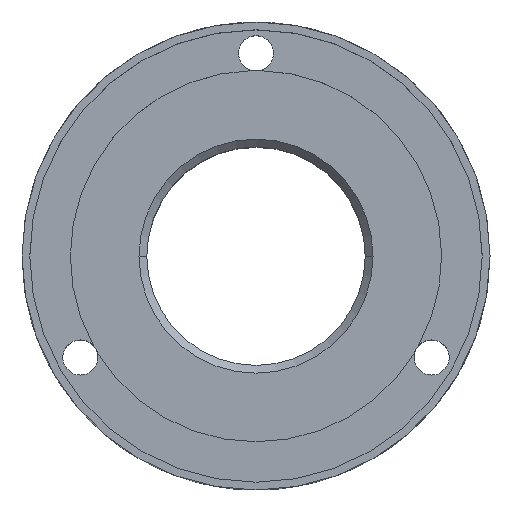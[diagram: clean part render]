
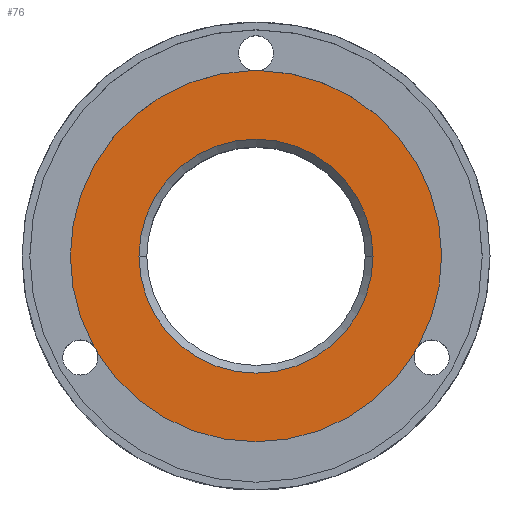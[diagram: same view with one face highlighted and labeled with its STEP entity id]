
A CAD part, top view. The second image highlights one B-rep face of the part: STEP entity #76.
In plain terms, the highlighted planar face has unit normal (0, 0, 1).
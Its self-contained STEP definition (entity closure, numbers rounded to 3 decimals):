
#3 = DIRECTION ( 'NONE',  ( 0., 0., -1. ) ) ;
#13 = CARTESIAN_POINT ( 'NONE',  ( 0., 0., 34. ) ) ;
#64 = VERTEX_POINT ( 'NONE', #1770 ) ;
#76 = ADVANCED_FACE ( 'NONE', ( #1855, #947 ), #1269, .T. ) ;
#79 = EDGE_CURVE ( 'NONE', #1727, #655, #1739, .T. ) ;
#89 = ORIENTED_EDGE ( 'NONE', *, *, #375, .F. ) ;
#91 = EDGE_CURVE ( 'NONE', #1800, #918, #1829, .T. ) ;
#97 = CARTESIAN_POINT ( 'NONE',  ( -22.517, -13., 34. ) ) ;
#124 = DIRECTION ( 'NONE',  ( 1., 0., 0. ) ) ;
#145 = AXIS2_PLACEMENT_3D ( 'NONE', #13, #3, #1668 ) ;
#194 = ORIENTED_EDGE ( 'NONE', *, *, #554, .F. ) ;
#244 = ORIENTED_EDGE ( 'NONE', *, *, #79, .T. ) ;
#265 = DIRECTION ( 'NONE',  ( 0., 0., 1. ) ) ;
#280 = CARTESIAN_POINT ( 'NONE',  ( 0., 0., 34. ) ) ;
#285 = DIRECTION ( 'NONE',  ( 1., 0., 0. ) ) ;
#312 = CARTESIAN_POINT ( 'NONE',  ( 0., 0., 34. ) ) ;
#339 = DIRECTION ( 'NONE',  ( 0., 0., -1. ) ) ;
#360 = CIRCLE ( 'NONE', #1914, 2.25 ) ;
#364 = EDGE_LOOP ( 'NONE', ( #1878, #194, #960, #731, #1110, #89, #469 ) ) ;
#368 = VERTEX_POINT ( 'NONE', #1889 ) ;
#375 = EDGE_CURVE ( 'NONE', #918, #1849, #360, .T. ) ;
#446 = EDGE_CURVE ( 'NONE', #1849, #64, #1857, .T. ) ;
#448 = DIRECTION ( 'NONE',  ( 1., 0., 0. ) ) ;
#452 = CARTESIAN_POINT ( 'NONE',  ( -15., 0., 34. ) ) ;
#469 = ORIENTED_EDGE ( 'NONE', *, *, #91, .F. ) ;
#479 = VERTEX_POINT ( 'NONE', #1506 ) ;
#541 = ORIENTED_EDGE ( 'NONE', *, *, #1787, .T. ) ;
#554 = EDGE_CURVE ( 'NONE', #479, #753, #978, .T. ) ;
#559 = EDGE_LOOP ( 'NONE', ( #541, #244 ) ) ;
#596 = AXIS2_PLACEMENT_3D ( 'NONE', #1578, #265, #915 ) ;
#609 = CIRCLE ( 'NONE', #721, 23.8 ) ;
#655 = VERTEX_POINT ( 'NONE', #1949 ) ;
#669 = CARTESIAN_POINT ( 'NONE',  ( 0., 0., 34. ) ) ;
#673 = AXIS2_PLACEMENT_3D ( 'NONE', #1531, #2013, #1347 ) ;
#678 = AXIS2_PLACEMENT_3D ( 'NONE', #312, #2113, #124 ) ;
#721 = AXIS2_PLACEMENT_3D ( 'NONE', #280, #1079, #448 ) ;
#731 = ORIENTED_EDGE ( 'NONE', *, *, #1647, .F. ) ;
#753 = VERTEX_POINT ( 'NONE', #1323 ) ;
#793 = CARTESIAN_POINT ( 'NONE',  ( 0., 0., 34. ) ) ;
#871 = CARTESIAN_POINT ( 'NONE',  ( -20.382, -12.289, 34. ) ) ;
#912 = AXIS2_PLACEMENT_3D ( 'NONE', #793, #1942, #2104 ) ;
#915 = DIRECTION ( 'NONE',  ( 1., 0., 0. ) ) ;
#918 = VERTEX_POINT ( 'NONE', #871 ) ;
#947 = FACE_OUTER_BOUND ( 'NONE', #364, .T. ) ;
#960 = ORIENTED_EDGE ( 'NONE', *, *, #1981, .F. ) ;
#978 = CIRCLE ( 'NONE', #1581, 23.8 ) ;
#979 = DIRECTION ( 'NONE',  ( 1., 0., 0. ) ) ;
#1079 = DIRECTION ( 'NONE',  ( 0., 0., -1. ) ) ;
#1093 = AXIS2_PLACEMENT_3D ( 'NONE', #1402, #1221, #285 ) ;
#1110 = ORIENTED_EDGE ( 'NONE', *, *, #446, .F. ) ;
#1175 = AXIS2_PLACEMENT_3D ( 'NONE', #1498, #339, #979 ) ;
#1221 = DIRECTION ( 'NONE',  ( 0., 0., -1. ) ) ;
#1269 = PLANE ( 'NONE',  #912 ) ;
#1323 = CARTESIAN_POINT ( 'NONE',  ( 20.833, -11.507, 34. ) ) ;
#1347 = DIRECTION ( 'NONE',  ( 1., 0., 0. ) ) ;
#1384 = CIRCLE ( 'NONE', #1093, 15. ) ;
#1402 = CARTESIAN_POINT ( 'NONE',  ( 0., 0., 34. ) ) ;
#1413 = CARTESIAN_POINT ( 'NONE',  ( -20.833, -11.507, 34. ) ) ;
#1498 = CARTESIAN_POINT ( 'NONE',  ( 0., 0., 34. ) ) ;
#1506 = CARTESIAN_POINT ( 'NONE',  ( 0.451, 23.796, 34. ) ) ;
#1531 = CARTESIAN_POINT ( 'NONE',  ( 0., 26., 34. ) ) ;
#1565 = CARTESIAN_POINT ( 'NONE',  ( 20.382, -12.289, 34. ) ) ;
#1566 = DIRECTION ( 'NONE',  ( 0., 0., 1. ) ) ;
#1578 = CARTESIAN_POINT ( 'NONE',  ( 22.517, -13., 34. ) ) ;
#1581 = AXIS2_PLACEMENT_3D ( 'NONE', #669, #1804, #1995 ) ;
#1647 = EDGE_CURVE ( 'NONE', #64, #368, #609, .T. ) ;
#1668 = DIRECTION ( 'NONE',  ( 1., 0., 0. ) ) ;
#1712 = CIRCLE ( 'NONE', #596, 2.25 ) ;
#1723 = DIRECTION ( 'NONE',  ( 1., 0., 0. ) ) ;
#1727 = VERTEX_POINT ( 'NONE', #452 ) ;
#1739 = CIRCLE ( 'NONE', #678, 15. ) ;
#1746 = EDGE_CURVE ( 'NONE', #753, #1800, #1712, .T. ) ;
#1770 = CARTESIAN_POINT ( 'NONE',  ( -23.8, 0., 34. ) ) ;
#1787 = EDGE_CURVE ( 'NONE', #655, #1727, #1384, .T. ) ;
#1800 = VERTEX_POINT ( 'NONE', #1565 ) ;
#1804 = DIRECTION ( 'NONE',  ( 0., 0., -1. ) ) ;
#1829 = CIRCLE ( 'NONE', #145, 23.8 ) ;
#1849 = VERTEX_POINT ( 'NONE', #1413 ) ;
#1855 = FACE_BOUND ( 'NONE', #559, .T. ) ;
#1857 = CIRCLE ( 'NONE', #1175, 23.8 ) ;
#1878 = ORIENTED_EDGE ( 'NONE', *, *, #1746, .F. ) ;
#1889 = CARTESIAN_POINT ( 'NONE',  ( -0.451, 23.796, 34. ) ) ;
#1914 = AXIS2_PLACEMENT_3D ( 'NONE', #97, #1566, #1723 ) ;
#1942 = DIRECTION ( 'NONE',  ( 0., 0., 1. ) ) ;
#1949 = CARTESIAN_POINT ( 'NONE',  ( 15., 0., 34. ) ) ;
#1981 = EDGE_CURVE ( 'NONE', #368, #479, #2024, .T. ) ;
#1995 = DIRECTION ( 'NONE',  ( 1., 0., 0. ) ) ;
#2013 = DIRECTION ( 'NONE',  ( 0., 0., 1. ) ) ;
#2024 = CIRCLE ( 'NONE', #673, 2.25 ) ;
#2104 = DIRECTION ( 'NONE',  ( 1., 0., 0. ) ) ;
#2113 = DIRECTION ( 'NONE',  ( 0., 0., -1. ) ) ;
